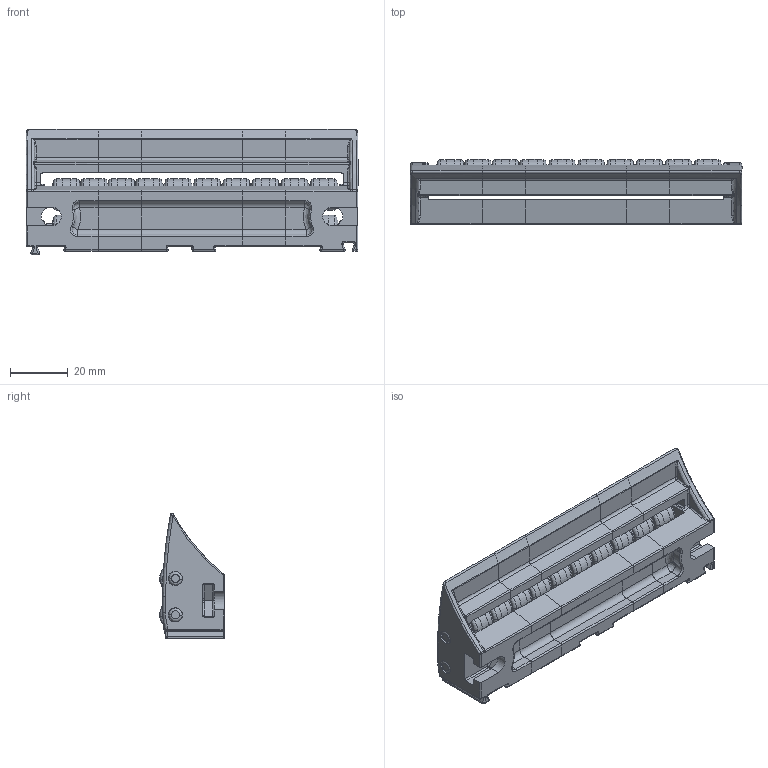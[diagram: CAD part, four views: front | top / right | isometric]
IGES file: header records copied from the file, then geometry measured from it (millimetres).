
Start section: Elysium IGES Interface
Global section: file name: S0672-687432.igs; native system: CoCreate Modeling 17.0  01-Apr-2010; preprocessor: CoCreate IGES_3D V2.2; author: Unknown; organization: Unknown; date: 20110427.162044; units: millimetre
Bounding box: 115 x 22.5 x 43.56 mm (x, y, z)
Volume: 22550.6 mm3; surface area: 31922 mm2
Topology: 26 solids, 35 shells, 1131 faces, 2787 edges, 1751 vertices
Faces by surface type: bspline 1131
